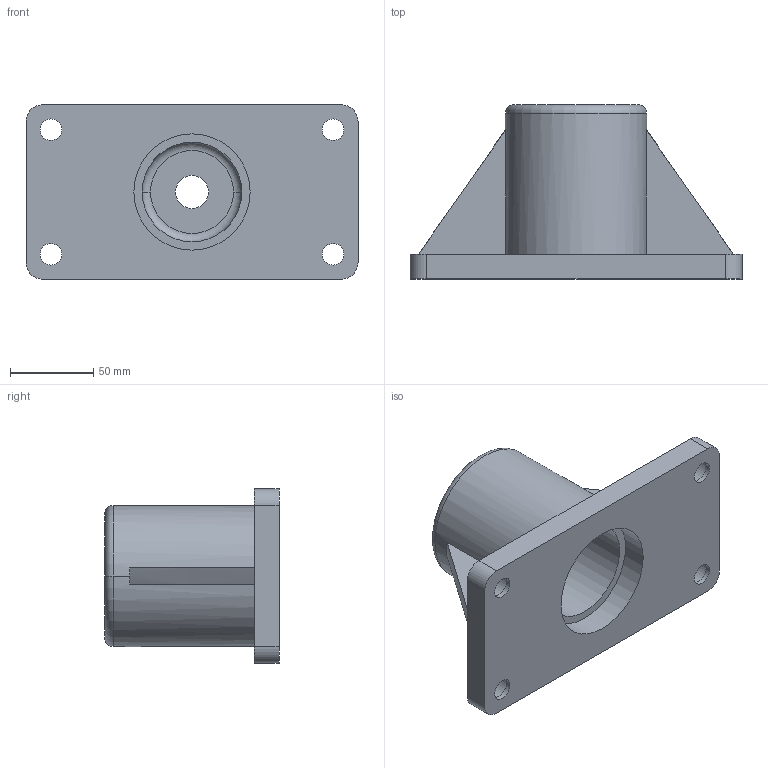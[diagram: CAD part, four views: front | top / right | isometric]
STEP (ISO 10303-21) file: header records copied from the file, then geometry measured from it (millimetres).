
FILE_DESCRIPTION((''),'2;1');
FILE_NAME('RYS_9_6','2018-03-08T22:33:52',('GKam'),(''),'CREO PARAMETRIC BY PTC INC, 2016510','CREO PARAMETRIC BY PTC INC, 2016510','');
FILE_SCHEMA(('AP242_MANAGED_MODEL_BASED_3D_ENGINEERING_MIM_LF { 1 0 10303 442 1 1 4 }'));
Length unit declared in the file: millimetre
Products named in the file (1): RYS_9_6
Bounding box: 200 x 105 x 105 mm (x, y, z)
Volume: 567215.4 mm3; surface area: 101381.7 mm2
Topology: 1 solids, 1 shells, 51 faces, 122 edges, 80 vertices
Faces by surface type: cylinder 28, plane 17, torus 4, cone 2
Entity records: 2125 total; most frequent: DIRECTION 324, CARTESIAN_POINT 302, ORIENTED_EDGE 244, AXIS2_PLACEMENT_3D 135, EDGE_CURVE 122, VERTEX_POINT 80, CIRCLE 70, EDGE_LOOP 68
